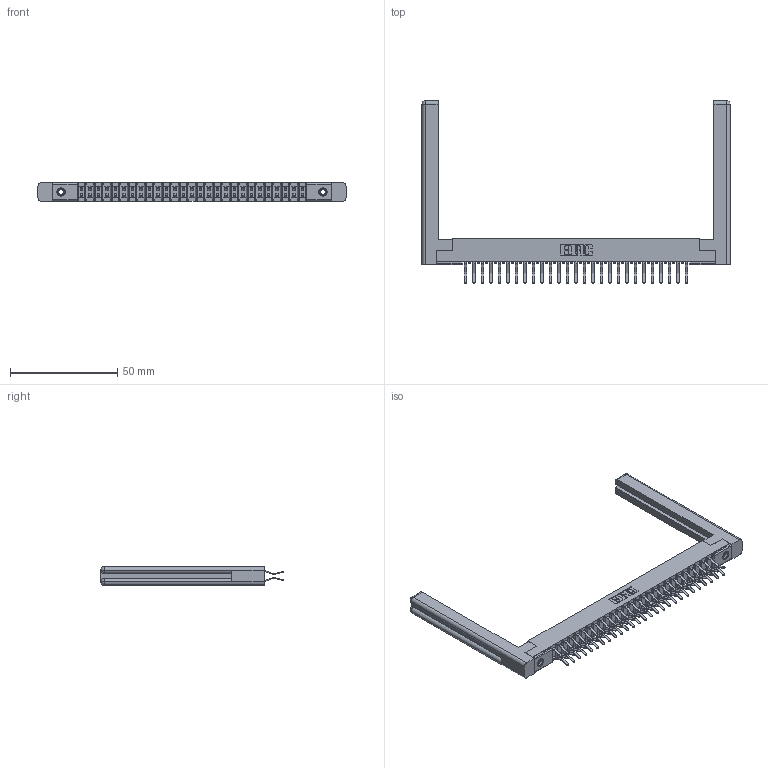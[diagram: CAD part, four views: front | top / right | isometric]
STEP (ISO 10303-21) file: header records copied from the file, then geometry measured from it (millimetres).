
FILE_DESCRIPTION (( 'STEP AP203' ), '1' );
FILE_NAME ('357-054-560-258.STEP', '2019-09-19T04:23:29', ( '' ), ( '' ), 'SwSTEP 2.0', 'SolidWorks 2016', '' );
FILE_SCHEMA (( 'CONFIG_CONTROL_DESIGN' ));
Length unit declared in the file: inch
Products named in the file (5): 345-250-001_345-250-001-102; 307 Part_.156 Dia Mounting Holes; 357-054-560-258; 307-220-058; 307-290-001_560
Assembly tree (59 placements, depth 2):
  357-054-560-258
    307 Part_.156 Dia Mounting Holes
    307-290-001_560  x54
    307-220-058  x2
    345-250-001_345-250-001-102  x2
Bounding box: 143.61 x 85.04 x 8.71 mm (x, y, z)
Volume: 17147.1 mm3; surface area: 22468.5 mm2
Topology: 59 solids, 59 shells, 2988 faces, 8345 edges, 5402 vertices
Faces by surface type: plane 1936, cylinder 972, sphere 56, torus 12, cone 12
Entity records: 28597 total; most frequent: CARTESIAN_POINT 4702, ORIENTED_EDGE 4600, DIRECTION 4570, EDGE_CURVE 2300, VECTOR 1754, LINE 1754, VERTEX_POINT 1486, AXIS2_PLACEMENT_3D 1408
